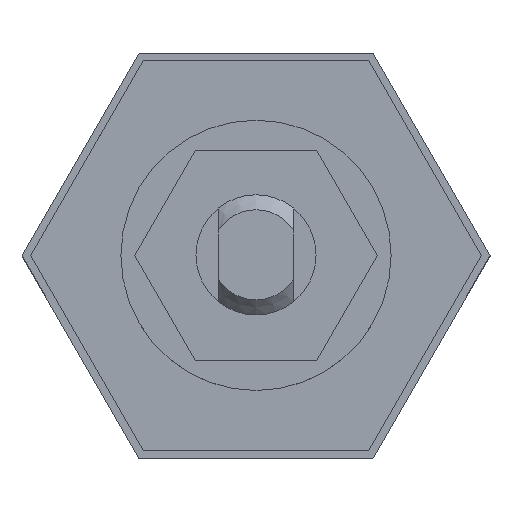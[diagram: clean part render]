
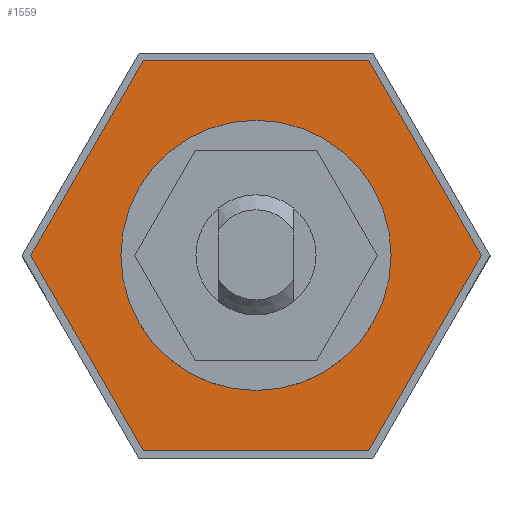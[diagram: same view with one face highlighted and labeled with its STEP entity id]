
A CAD part, top view. The second image highlights one B-rep face of the part: STEP entity #1559.
In plain terms, the highlighted planar face has unit normal (0, 0, 1).
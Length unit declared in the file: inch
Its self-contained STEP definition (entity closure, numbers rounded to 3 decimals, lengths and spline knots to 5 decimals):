
#965=CARTESIAN_POINT('',(0.5625,0.,-0.375));
#966=VERTEX_POINT('',#965);
#975=CARTESIAN_POINT('',(-0.5625,0.,-0.375));
#976=VERTEX_POINT('',#975);
#977=CARTESIAN_POINT('',(0.0,0.,-0.375));
#978=DIRECTION('',(0.0,0.0,-1.0));
#979=DIRECTION('',(1.0,0.0,0.0));
#980=AXIS2_PLACEMENT_3D('',#977,#978,#979);
#981=CIRCLE('',#980,0.5625);
#982=EDGE_CURVE('',#976,#966,#981,.T.);
#1304=CARTESIAN_POINT('',(0.0,0.,-0.375));
#1305=DIRECTION('',(0.0,0.0,-1.0));
#1306=DIRECTION('',(1.0,0.0,0.0));
#1307=AXIS2_PLACEMENT_3D('',#1304,#1305,#1306);
#1308=CIRCLE('',#1307,0.5625);
#1309=EDGE_CURVE('',#966,#976,#1308,.T.);
#1353=CARTESIAN_POINT('',(-0.4691,-0.8125,-0.375));
#1354=VERTEX_POINT('',#1353);
#1361=CARTESIAN_POINT('',(-0.93819,0.,-0.375));
#1362=VERTEX_POINT('',#1361);
#1363=CARTESIAN_POINT('',(-0.93819,0.,-0.375));
#1364=DIRECTION('',(0.5,-0.866,0.0));
#1365=VECTOR('',#1364,0.93819);
#1366=LINE('',#1363,#1365);
#1367=EDGE_CURVE('',#1362,#1354,#1366,.T.);
#1391=CARTESIAN_POINT('',(0.4691,-0.8125,-0.375));
#1392=VERTEX_POINT('',#1391);
#1399=CARTESIAN_POINT('',(-0.4691,-0.8125,-0.375));
#1400=DIRECTION('',(1.0,0.0,0.0));
#1401=VECTOR('',#1400,0.93819);
#1402=LINE('',#1399,#1401);
#1403=EDGE_CURVE('',#1354,#1392,#1402,.T.);
#1422=CARTESIAN_POINT('',(0.93819,0.,-0.375));
#1423=VERTEX_POINT('',#1422);
#1430=CARTESIAN_POINT('',(0.4691,-0.8125,-0.375));
#1431=DIRECTION('',(0.5,0.866,0.0));
#1432=VECTOR('',#1431,0.93819);
#1433=LINE('',#1430,#1432);
#1434=EDGE_CURVE('',#1392,#1423,#1433,.T.);
#1453=CARTESIAN_POINT('',(0.4691,0.8125,-0.375));
#1454=VERTEX_POINT('',#1453);
#1461=CARTESIAN_POINT('',(0.93819,0.,-0.375));
#1462=DIRECTION('',(-0.5,0.866,0.0));
#1463=VECTOR('',#1462,0.93819);
#1464=LINE('',#1461,#1463);
#1465=EDGE_CURVE('',#1423,#1454,#1464,.T.);
#1484=CARTESIAN_POINT('',(-0.4691,0.8125,-0.375));
#1485=VERTEX_POINT('',#1484);
#1492=CARTESIAN_POINT('',(0.4691,0.8125,-0.375));
#1493=DIRECTION('',(-1.0,0.0,0.0));
#1494=VECTOR('',#1493,0.93819);
#1495=LINE('',#1492,#1494);
#1496=EDGE_CURVE('',#1454,#1485,#1495,.T.);
#1514=CARTESIAN_POINT('',(-0.4691,0.8125,-0.375));
#1515=DIRECTION('',(-0.5,-0.866,0.0));
#1516=VECTOR('',#1515,0.93819);
#1517=LINE('',#1514,#1516);
#1518=EDGE_CURVE('',#1485,#1362,#1517,.T.);
#1542=CARTESIAN_POINT('',(0.0,0.,-0.375));
#1543=DIRECTION('',(0.0,0.0,-1.0));
#1544=DIRECTION('',(-1.0,0.0,0.0));
#1545=AXIS2_PLACEMENT_3D('',#1542,#1543,#1544);
#1546=PLANE('',#1545);
#1547=ORIENTED_EDGE('',*,*,#1518,.T.);
#1548=ORIENTED_EDGE('',*,*,#1367,.T.);
#1549=ORIENTED_EDGE('',*,*,#1403,.T.);
#1550=ORIENTED_EDGE('',*,*,#1434,.T.);
#1551=ORIENTED_EDGE('',*,*,#1465,.T.);
#1552=ORIENTED_EDGE('',*,*,#1496,.T.);
#1553=EDGE_LOOP('',(#1547,#1548,#1549,#1550,#1551,#1552));
#1554=FACE_OUTER_BOUND('',#1553,.T.);
#1555=ORIENTED_EDGE('',*,*,#1309,.T.);
#1556=ORIENTED_EDGE('',*,*,#982,.T.);
#1557=EDGE_LOOP('',(#1555,#1556));
#1558=FACE_BOUND('',#1557,.T.);
#1559=ADVANCED_FACE('',(#1554,#1558),#1546,.F.);
